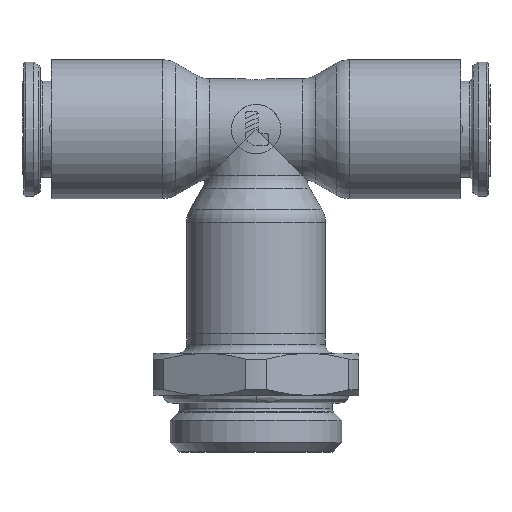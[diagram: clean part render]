
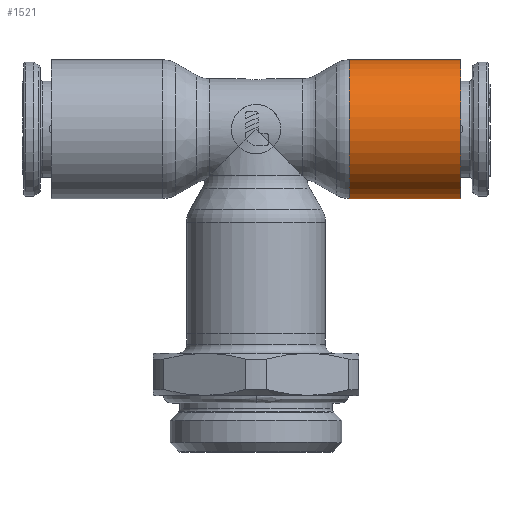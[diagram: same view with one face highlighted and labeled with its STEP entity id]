
A CAD part, top view. The second image highlights one B-rep face of the part: STEP entity #1521.
In plain terms, the highlighted cylindrical face has radius 6.75 mm (diameter 13.5 mm), a partial arc.
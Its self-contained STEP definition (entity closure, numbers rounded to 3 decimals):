
#1521=ADVANCED_FACE('',(#4288),#4289,.T.);
#4288=FACE_OUTER_BOUND('',#10584,.T.);
#4289=CYLINDRICAL_SURFACE('',#10585,6.75);
#10584=EDGE_LOOP('',(#20875,#20876,#20877,#20878));
#10585=AXIS2_PLACEMENT_3D('',#20879,#20880,#20881);
#20875=ORIENTED_EDGE('',*,*,#26453,.T.);
#20876=ORIENTED_EDGE('',*,*,#26454,.F.);
#20877=ORIENTED_EDGE('',*,*,#26455,.F.);
#20878=ORIENTED_EDGE('',*,*,#26456,.T.);
#20879=CARTESIAN_POINT('',(-21.89,0.0,0.0));
#20880=DIRECTION('',(-1.0,-0.0,0.0));
#20881=DIRECTION('',(0.0,-1.0,0.0));
#26453=EDGE_CURVE('',#32395,#32396,#32397,.T.);
#26454=EDGE_CURVE('',#32398,#32396,#32399,.T.);
#26455=EDGE_CURVE('',#32400,#32398,#32401,.T.);
#26456=EDGE_CURVE('',#32400,#32395,#32402,.T.);
#32395=VERTEX_POINT('',#43205);
#32396=VERTEX_POINT('',#43206);
#32397=CIRCLE('',#43207,6.75);
#32398=VERTEX_POINT('',#43208);
#32399=LINE('',#43209,#43210);
#32400=VERTEX_POINT('',#43211);
#32401=CIRCLE('',#43212,6.75);
#32402=LINE('',#43213,#43214);
#43205=CARTESIAN_POINT('',(9.07,6.75,0.0));
#43206=CARTESIAN_POINT('',(9.07,-6.75,0.0));
#43207=AXIS2_PLACEMENT_3D('',#49597,#49598,#49599);
#43208=CARTESIAN_POINT('',(19.9,-6.75,0.0));
#43209=CARTESIAN_POINT('',(19.9,-6.75,0.0));
#43210=VECTOR('',#49600,10.83);
#43211=CARTESIAN_POINT('',(19.9,6.75,0.0));
#43212=AXIS2_PLACEMENT_3D('',#49601,#49602,#49603);
#43213=CARTESIAN_POINT('',(19.9,6.75,0.0));
#43214=VECTOR('',#49604,10.83);
#49597=CARTESIAN_POINT('',(9.07,0.0,0.0));
#49598=DIRECTION('',(1.0,0.0,0.0));
#49599=DIRECTION('',(0.0,1.0,0.0));
#49600=DIRECTION('',(-1.0,0.0,0.0));
#49601=CARTESIAN_POINT('',(19.9,0.0,0.0));
#49602=DIRECTION('',(1.0,0.0,0.0));
#49603=DIRECTION('',(0.0,1.0,0.0));
#49604=DIRECTION('',(-1.0,0.0,0.0));
